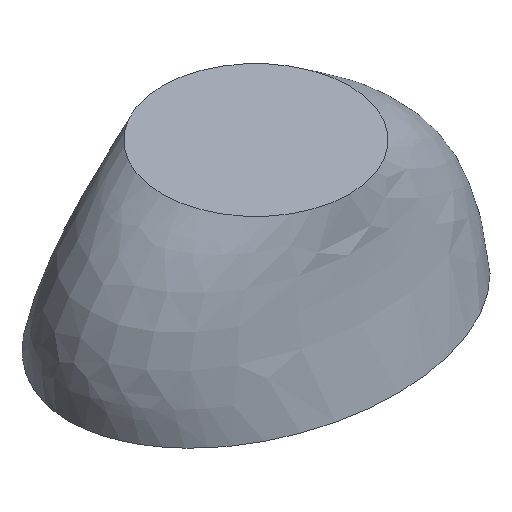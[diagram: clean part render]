
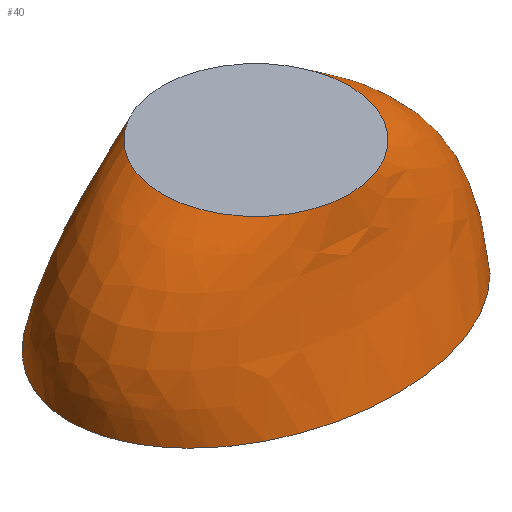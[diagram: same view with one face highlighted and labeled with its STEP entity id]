
A CAD part, isometric view. The second image highlights one B-rep face of the part: STEP entity #40.
In plain terms, the highlighted free-form (B-spline) face has degree [3, 3] with [26, 4] control points.
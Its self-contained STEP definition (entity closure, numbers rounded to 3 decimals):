
#15=B_SPLINE_CURVE_WITH_KNOTS('',3,(#180,#181,#182,#183),.UNSPECIFIED.,
 .F.,.F.,(4,4),(0.,1.),.UNSPECIFIED.);
#16=B_SPLINE_SURFACE_WITH_KNOTS('',3,3,((#76,#77,#78,#79),(#80,#81,#82,
#83),(#84,#85,#86,#87),(#88,#89,#90,#91),(#92,#93,#94,#95),(#96,#97,#98,
#99),(#100,#101,#102,#103),(#104,#105,#106,#107),(#108,#109,#110,#111),
(#112,#113,#114,#115),(#116,#117,#118,#119),(#120,#121,#122,#123),(#124,
#125,#126,#127),(#128,#129,#130,#131),(#132,#133,#134,#135),(#136,#137,
#138,#139),(#140,#141,#142,#143),(#144,#145,#146,#147),(#148,#149,#150,
#151),(#152,#153,#154,#155),(#156,#157,#158,#159),(#160,#161,#162,#163),
(#164,#165,#166,#167),(#168,#169,#170,#171),(#172,#173,#174,#175),(#176,
#177,#178,#179)),.UNSPECIFIED.,.T.,.F.,.F.,(4,1,1,1,1,1,1,1,1,1,1,1,1,1,
1,1,1,1,1,1,1,1,1,4),(4,4),(0.,0.036,0.071,0.107,
0.143,0.19,0.238,0.286,
0.333,0.381,0.429,0.476,
0.524,0.571,0.619,0.667,
0.714,0.786,0.821,0.857,
0.893,0.929,0.964,1.),(0.,1.),
 .UNSPECIFIED.);
#17=ELLIPSE('',#58,100.,75.);
#20=FACE_OUTER_BOUND('',#23,.T.);
#23=EDGE_LOOP('',(#32,#33,#34,#35));
#24=CIRCLE('',#56,50.);
#25=VERTEX_POINT('',#71);
#26=VERTEX_POINT('',#74);
#27=EDGE_CURVE('',#25,#25,#24,.T.);
#28=EDGE_CURVE('',#26,#26,#17,.T.);
#29=EDGE_CURVE('',#26,#25,#15,.T.);
#32=ORIENTED_EDGE('',*,*,#28,.T.);
#33=ORIENTED_EDGE('',*,*,#29,.T.);
#34=ORIENTED_EDGE('',*,*,#27,.F.);
#35=ORIENTED_EDGE('',*,*,#29,.F.);
#40=ADVANCED_FACE('',(#20),#16,.T.);
#56=AXIS2_PLACEMENT_3D('',#72,#63,#64);
#58=AXIS2_PLACEMENT_3D('',#75,#67,#68);
#63=DIRECTION('center_axis',(0.,0.,1.));
#64=DIRECTION('ref_axis',(1.,0.,0.));
#67=DIRECTION('center_axis',(0.,0.,1.));
#68=DIRECTION('ref_axis',(1.,0.,0.));
#71=CARTESIAN_POINT('',(-50.,0.,80.));
#72=CARTESIAN_POINT('Origin',(0.,0.,80.));
#74=CARTESIAN_POINT('',(-100.,0.,0.));
#75=CARTESIAN_POINT('Origin',(0.,0.,0.));
#76=CARTESIAN_POINT('Ctrl Pts',(-100.,0.,0.));
#77=CARTESIAN_POINT('Ctrl Pts',(-101.816,0.,
32.487));
#78=CARTESIAN_POINT('Ctrl Pts',(-85.149,0.,
59.153));
#79=CARTESIAN_POINT('Ctrl Pts',(-50.,0.,80.));
#80=CARTESIAN_POINT('Ctrl Pts',(-100.,-5.61,0.));
#81=CARTESIAN_POINT('Ctrl Pts',(-101.816,-4.66,32.487));
#82=CARTESIAN_POINT('Ctrl Pts',(-85.149,-4.036,59.153));
#83=CARTESIAN_POINT('Ctrl Pts',(-50.,-3.74,80.));
#84=CARTESIAN_POINT('Ctrl Pts',(-98.315,-16.83,0.));
#85=CARTESIAN_POINT('Ctrl Pts',(-100.099,-13.979,32.487));
#86=CARTESIAN_POINT('Ctrl Pts',(-83.713,-12.109,59.153));
#87=CARTESIAN_POINT('Ctrl Pts',(-49.157,-11.22,80.));
#88=CARTESIAN_POINT('Ctrl Pts',(-90.857,-32.816,0.));
#89=CARTESIAN_POINT('Ctrl Pts',(-92.506,-27.257,32.487));
#90=CARTESIAN_POINT('Ctrl Pts',(-77.364,-23.611,59.153));
#91=CARTESIAN_POINT('Ctrl Pts',(-45.428,-21.877,80.));
#92=CARTESIAN_POINT('Ctrl Pts',(-78.842,-47.156,0.));
#93=CARTESIAN_POINT('Ctrl Pts',(-80.273,-39.168,32.487));
#94=CARTESIAN_POINT('Ctrl Pts',(-67.133,-33.928,59.153));
#95=CARTESIAN_POINT('Ctrl Pts',(-39.421,-31.437,80.));
#96=CARTESIAN_POINT('Ctrl Pts',(-61.103,-60.465,0.));
#97=CARTESIAN_POINT('Ctrl Pts',(-62.212,-50.223,32.487));
#98=CARTESIAN_POINT('Ctrl Pts',(-52.028,-43.504,59.153));
#99=CARTESIAN_POINT('Ctrl Pts',(-30.551,-40.31,80.));
#100=CARTESIAN_POINT('Ctrl Pts',(-37.084,-70.866,0.));
#101=CARTESIAN_POINT('Ctrl Pts',(-37.757,-58.862,32.487));
#102=CARTESIAN_POINT('Ctrl Pts',(-31.577,-50.988,59.153));
#103=CARTESIAN_POINT('Ctrl Pts',(-18.542,-47.244,80.));
#104=CARTESIAN_POINT('Ctrl Pts',(-7.585,-75.914,0.));
#105=CARTESIAN_POINT('Ctrl Pts',(-7.722,-63.055,32.487));
#106=CARTESIAN_POINT('Ctrl Pts',(-6.458,-54.62,59.153));
#107=CARTESIAN_POINT('Ctrl Pts',(-3.792,-50.61,80.));
#108=CARTESIAN_POINT('Ctrl Pts',(22.586,-74.219,0.));
#109=CARTESIAN_POINT('Ctrl Pts',(22.997,-61.647,32.487));
#110=CARTESIAN_POINT('Ctrl Pts',(19.232,-53.4,59.153));
#111=CARTESIAN_POINT('Ctrl Pts',(11.293,-49.479,80.));
#112=CARTESIAN_POINT('Ctrl Pts',(50.753,-65.93,0.));
#113=CARTESIAN_POINT('Ctrl Pts',(51.675,-54.762,32.487));
#114=CARTESIAN_POINT('Ctrl Pts',(43.216,-47.436,59.153));
#115=CARTESIAN_POINT('Ctrl Pts',(25.377,-43.953,80.));
#116=CARTESIAN_POINT('Ctrl Pts',(74.406,-51.779,0.));
#117=CARTESIAN_POINT('Ctrl Pts',(75.757,-43.008,32.487));
#118=CARTESIAN_POINT('Ctrl Pts',(63.357,-37.255,59.153));
#119=CARTESIAN_POINT('Ctrl Pts',(37.203,-34.52,80.));
#120=CARTESIAN_POINT('Ctrl Pts',(91.454,-33.031,0.));
#121=CARTESIAN_POINT('Ctrl Pts',(93.115,-27.436,32.487));
#122=CARTESIAN_POINT('Ctrl Pts',(77.872,-23.766,59.153));
#123=CARTESIAN_POINT('Ctrl Pts',(45.727,-22.021,80.));
#124=CARTESIAN_POINT('Ctrl Pts',(100.369,-11.346,0.));
#125=CARTESIAN_POINT('Ctrl Pts',(102.191,-9.424,32.487));
#126=CARTESIAN_POINT('Ctrl Pts',(85.463,-8.164,59.153));
#127=CARTESIAN_POINT('Ctrl Pts',(50.184,-7.564,80.));
#128=CARTESIAN_POINT('Ctrl Pts',(100.372,11.347,0.));
#129=CARTESIAN_POINT('Ctrl Pts',(102.194,9.424,32.487));
#130=CARTESIAN_POINT('Ctrl Pts',(85.465,8.164,59.153));
#131=CARTESIAN_POINT('Ctrl Pts',(50.186,7.564,80.));
#132=CARTESIAN_POINT('Ctrl Pts',(91.453,33.03,0.));
#133=CARTESIAN_POINT('Ctrl Pts',(93.113,27.435,32.487));
#134=CARTESIAN_POINT('Ctrl Pts',(77.871,23.765,59.153));
#135=CARTESIAN_POINT('Ctrl Pts',(45.726,22.02,80.));
#136=CARTESIAN_POINT('Ctrl Pts',(74.407,51.783,0.));
#137=CARTESIAN_POINT('Ctrl Pts',(75.758,43.011,32.487));
#138=CARTESIAN_POINT('Ctrl Pts',(63.357,37.258,59.153));
#139=CARTESIAN_POINT('Ctrl Pts',(37.204,34.522,80.));
#140=CARTESIAN_POINT('Ctrl Pts',(50.752,65.925,0.));
#141=CARTESIAN_POINT('Ctrl Pts',(51.674,54.759,32.487));
#142=CARTESIAN_POINT('Ctrl Pts',(43.215,47.433,59.153));
#143=CARTESIAN_POINT('Ctrl Pts',(25.376,43.95,80.));
#144=CARTESIAN_POINT('Ctrl Pts',(17.892,75.617,0.));
#145=CARTESIAN_POINT('Ctrl Pts',(18.217,62.808,32.487));
#146=CARTESIAN_POINT('Ctrl Pts',(15.235,54.406,59.153));
#147=CARTESIAN_POINT('Ctrl Pts',(8.946,50.411,80.));
#148=CARTESIAN_POINT('Ctrl Pts',(-15.335,75.618,0.));
#149=CARTESIAN_POINT('Ctrl Pts',(-15.614,62.808,32.487));
#150=CARTESIAN_POINT('Ctrl Pts',(-13.058,54.407,59.153));
#151=CARTESIAN_POINT('Ctrl Pts',(-7.668,50.412,80.));
#152=CARTESIAN_POINT('Ctrl Pts',(-43.754,68.133,0.));
#153=CARTESIAN_POINT('Ctrl Pts',(-44.548,56.592,32.487));
#154=CARTESIAN_POINT('Ctrl Pts',(-37.256,49.022,59.153));
#155=CARTESIAN_POINT('Ctrl Pts',(-21.877,45.422,80.));
#156=CARTESIAN_POINT('Ctrl Pts',(-62.875,59.134,0.));
#157=CARTESIAN_POINT('Ctrl Pts',(-64.016,49.116,32.487));
#158=CARTESIAN_POINT('Ctrl Pts',(-53.537,42.547,59.153));
#159=CARTESIAN_POINT('Ctrl Pts',(-31.437,39.423,80.));
#160=CARTESIAN_POINT('Ctrl Pts',(-78.842,47.154,0.));
#161=CARTESIAN_POINT('Ctrl Pts',(-80.274,39.167,32.487));
#162=CARTESIAN_POINT('Ctrl Pts',(-67.133,33.927,59.153));
#163=CARTESIAN_POINT('Ctrl Pts',(-39.421,31.436,80.));
#164=CARTESIAN_POINT('Ctrl Pts',(-90.856,32.816,0.));
#165=CARTESIAN_POINT('Ctrl Pts',(-92.506,27.257,32.487));
#166=CARTESIAN_POINT('Ctrl Pts',(-77.363,23.611,59.153));
#167=CARTESIAN_POINT('Ctrl Pts',(-45.428,21.877,80.));
#168=CARTESIAN_POINT('Ctrl Pts',(-98.315,16.829,0.));
#169=CARTESIAN_POINT('Ctrl Pts',(-100.1,13.979,32.487));
#170=CARTESIAN_POINT('Ctrl Pts',(-83.714,12.109,59.153));
#171=CARTESIAN_POINT('Ctrl Pts',(-49.157,11.219,80.));
#172=CARTESIAN_POINT('Ctrl Pts',(-100.,5.61,0.));
#173=CARTESIAN_POINT('Ctrl Pts',(-101.816,4.66,32.487));
#174=CARTESIAN_POINT('Ctrl Pts',(-85.149,4.036,59.153));
#175=CARTESIAN_POINT('Ctrl Pts',(-50.,3.74,80.));
#176=CARTESIAN_POINT('Ctrl Pts',(-100.,0.,0.));
#177=CARTESIAN_POINT('Ctrl Pts',(-101.816,0.,
32.487));
#178=CARTESIAN_POINT('Ctrl Pts',(-85.149,0.,
59.153));
#179=CARTESIAN_POINT('Ctrl Pts',(-50.,0.,80.));
#180=CARTESIAN_POINT('Ctrl Pts',(-100.,0.,0.));
#181=CARTESIAN_POINT('Ctrl Pts',(-101.816,0.,
32.487));
#182=CARTESIAN_POINT('Ctrl Pts',(-85.149,0.,
59.153));
#183=CARTESIAN_POINT('Ctrl Pts',(-50.,0.,80.));
